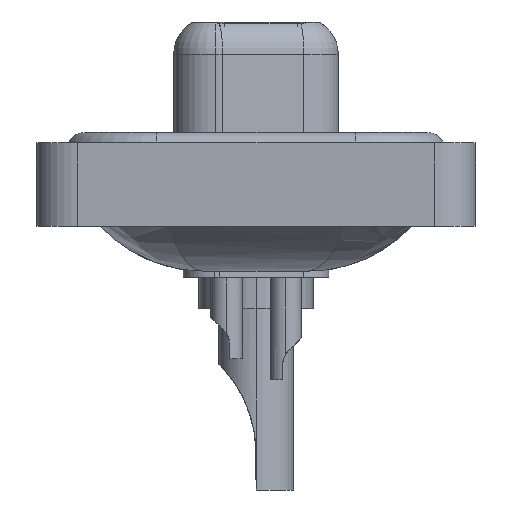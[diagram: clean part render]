
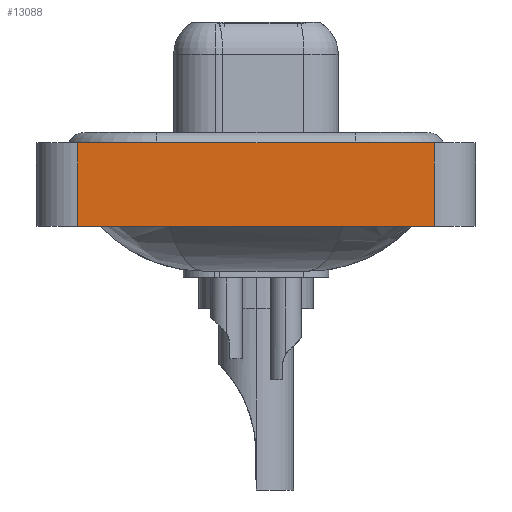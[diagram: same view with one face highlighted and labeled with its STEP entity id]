
A CAD part, left-side view. The second image highlights one B-rep face of the part: STEP entity #13088.
In plain terms, the highlighted planar face has unit normal (-1, 0, 0).
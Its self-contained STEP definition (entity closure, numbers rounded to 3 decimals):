
#2452 = DIRECTION ( 'NONE',  ( 0., 0., 1. ) ) ;
#2874 = EDGE_CURVE ( 'NONE', #16335, #21742, #23294, .T. ) ;
#3603 = CARTESIAN_POINT ( 'NONE',  ( -7.35, -8.55, -3.6 ) ) ;
#4100 = VERTEX_POINT ( 'NONE', #22668 ) ;
#7792 = DIRECTION ( 'NONE',  ( -1., 0., 0. ) ) ;
#8095 = DIRECTION ( 'NONE',  ( 0., 0., 1. ) ) ;
#9875 = CARTESIAN_POINT ( 'NONE',  ( -7.35, 8.55, -3.6 ) ) ;
#9906 = CARTESIAN_POINT ( 'NONE',  ( -7.35, -8.55, -3.6 ) ) ;
#10224 = PLANE ( 'NONE',  #14328 ) ;
#11433 = CARTESIAN_POINT ( 'NONE',  ( -7.35, -8.55, 0.4 ) ) ;
#11991 = ORIENTED_EDGE ( 'NONE', *, *, #23405, .F. ) ;
#13088 = ADVANCED_FACE ( 'NONE', ( #22143 ), #10224, .T. ) ;
#13130 = DIRECTION ( 'NONE',  ( 0., -1., 0. ) ) ;
#13255 = LINE ( 'NONE', #25430, #21660 ) ;
#13427 = CARTESIAN_POINT ( 'NONE',  ( -7.35, 8.55, -3.6 ) ) ;
#14328 = AXIS2_PLACEMENT_3D ( 'NONE', #3603, #7792, #18212 ) ;
#16335 = VERTEX_POINT ( 'NONE', #9906 ) ;
#17790 = DIRECTION ( 'NONE',  ( 0., -1., 0. ) ) ;
#18212 = DIRECTION ( 'NONE',  ( 0., 0., 1. ) ) ;
#18251 = LINE ( 'NONE', #9875, #20834 ) ;
#19252 = ORIENTED_EDGE ( 'NONE', *, *, #22351, .F. ) ;
#20121 = VECTOR ( 'NONE', #2452, 1000. ) ;
#20834 = VECTOR ( 'NONE', #8095, 1000. ) ;
#20919 = ORIENTED_EDGE ( 'NONE', *, *, #2874, .T. ) ;
#20994 = CARTESIAN_POINT ( 'NONE',  ( -7.35, -8.55, -3.6 ) ) ;
#21268 = VECTOR ( 'NONE', #17790, 1000. ) ;
#21550 = ORIENTED_EDGE ( 'NONE', *, *, #21890, .T. ) ;
#21660 = VECTOR ( 'NONE', #13130, 1000. ) ;
#21742 = VERTEX_POINT ( 'NONE', #22875 ) ;
#21890 = EDGE_CURVE ( 'NONE', #24114, #16335, #13255, .T. ) ;
#22143 = FACE_OUTER_BOUND ( 'NONE', #23191, .T. ) ;
#22351 = EDGE_CURVE ( 'NONE', #4100, #21742, #23742, .T. ) ;
#22668 = CARTESIAN_POINT ( 'NONE',  ( -7.35, 8.55, 0.4 ) ) ;
#22875 = CARTESIAN_POINT ( 'NONE',  ( -7.35, -8.55, 0.4 ) ) ;
#23191 = EDGE_LOOP ( 'NONE', ( #20919, #19252, #11991, #21550 ) ) ;
#23294 = LINE ( 'NONE', #20994, #20121 ) ;
#23405 = EDGE_CURVE ( 'NONE', #24114, #4100, #18251, .T. ) ;
#23742 = LINE ( 'NONE', #11433, #21268 ) ;
#24114 = VERTEX_POINT ( 'NONE', #13427 ) ;
#25430 = CARTESIAN_POINT ( 'NONE',  ( -7.35, -8.55, -3.6 ) ) ;
